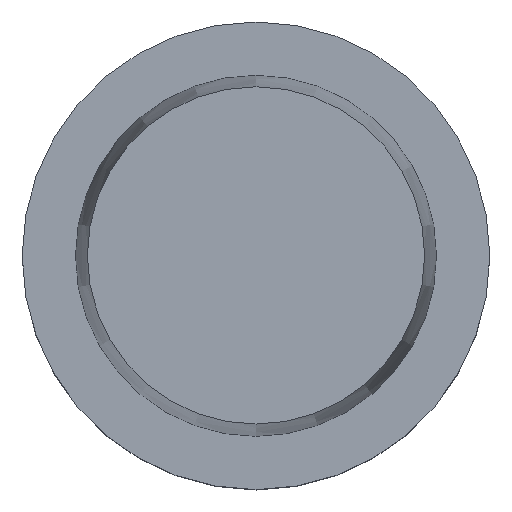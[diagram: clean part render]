
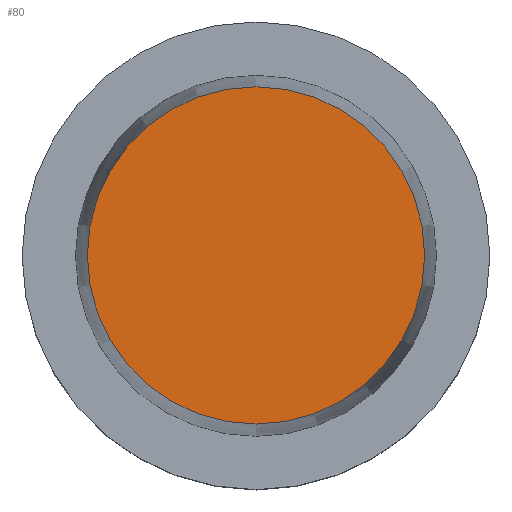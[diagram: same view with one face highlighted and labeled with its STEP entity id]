
A CAD part, top view. The second image highlights one B-rep face of the part: STEP entity #80.
In plain terms, the highlighted planar face has unit normal (0, 0, 1).
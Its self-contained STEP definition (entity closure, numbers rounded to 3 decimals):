
#80=ADVANCED_FACE('',(#110),#111,.T.);
#110=FACE_OUTER_BOUND('',#168,.T.);
#111=PLANE('',#169);
#168=EDGE_LOOP('',(#236));
#169=AXIS2_PLACEMENT_3D('',#237,#238,#239);
#236=ORIENTED_EDGE('',*,*,#315,.F.);
#237=CARTESIAN_POINT('',(0.,11.357,32.0));
#238=DIRECTION('',(0.,0.,1.0));
#239=DIRECTION('',(0.,-1.0,0.));
#315=EDGE_CURVE('',#339,#339,#340,.T.);
#339=VERTEX_POINT('',#377);
#340=CIRCLE('',#378,22.715);
#377=CARTESIAN_POINT('',(0.,22.715,32.0));
#378=AXIS2_PLACEMENT_3D('',#420,#421,#422);
#420=CARTESIAN_POINT('',(0.,0.,32.0));
#421=DIRECTION('',(0.,0.,-1.0));
#422=DIRECTION('',(0.,1.0,0.));
